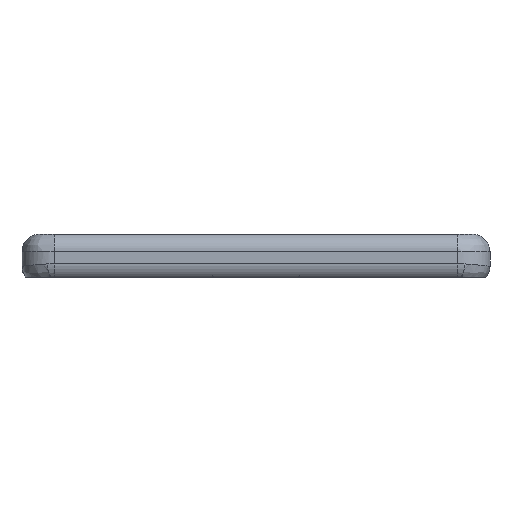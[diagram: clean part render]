
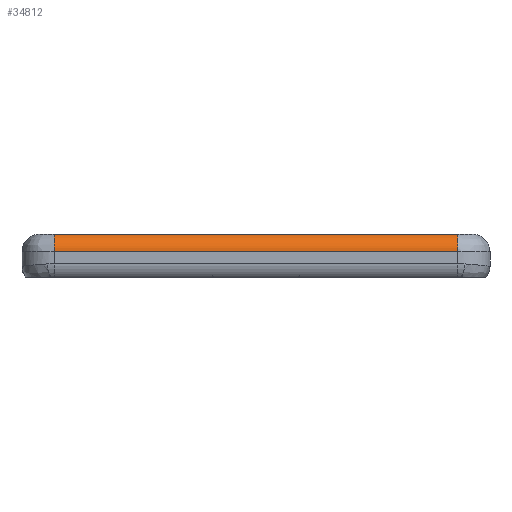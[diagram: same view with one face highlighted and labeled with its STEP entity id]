
A CAD part, left-side view. The second image highlights one B-rep face of the part: STEP entity #34812.
In plain terms, the highlighted cylindrical face has radius 5 mm (diameter 10 mm), a partial arc.
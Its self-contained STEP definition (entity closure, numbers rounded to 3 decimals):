
#283=CYLINDRICAL_SURFACE('',#39201,5.);
#2200=LINE('',#57610,#5090);
#2788=LINE('',#61269,#5678);
#5090=VECTOR('',#44747,10.);
#5678=VECTOR('',#47925,10.);
#7716=FACE_OUTER_BOUND('',#9779,.T.);
#9779=EDGE_LOOP('',(#27929,#27930,#27931,#27932));
#13783=CIRCLE('',#39200,5.);
#13784=CIRCLE('',#39202,5.);
#15781=VERTEX_POINT('',#57606);
#15783=VERTEX_POINT('',#57609);
#17423=VERTEX_POINT('',#61263);
#17424=VERTEX_POINT('',#61267);
#19667=EDGE_CURVE('',#15783,#15781,#2200,.T.);
#21434=EDGE_CURVE('',#17423,#15781,#13783,.T.);
#21435=EDGE_CURVE('',#17424,#15783,#13784,.T.);
#21436=EDGE_CURVE('',#17423,#17424,#2788,.T.);
#27929=ORIENTED_EDGE('',*,*,#21435,.T.);
#27930=ORIENTED_EDGE('',*,*,#19667,.T.);
#27931=ORIENTED_EDGE('',*,*,#21434,.F.);
#27932=ORIENTED_EDGE('',*,*,#21436,.T.);
#34812=ADVANCED_FACE('',(#7716),#283,.T.);
#39200=AXIS2_PLACEMENT_3D('',#61265,#47919,#47920);
#39201=AXIS2_PLACEMENT_3D('',#61266,#47921,#47922);
#39202=AXIS2_PLACEMENT_3D('',#61268,#47923,#47924);
#44747=DIRECTION('',(0.,1.,0.));
#47919=DIRECTION('center_axis',(0.,1.,0.));
#47920=DIRECTION('ref_axis',(-1.,0.,0.));
#47921=DIRECTION('center_axis',(0.,-1.,0.));
#47922=DIRECTION('ref_axis',(-0.707,0.,0.707));
#47923=DIRECTION('center_axis',(0.,1.,0.));
#47924=DIRECTION('ref_axis',(-1.,0.,0.));
#47925=DIRECTION('',(0.,-1.,0.));
#57606=CARTESIAN_POINT('',(2.113,7.875,6.73));
#57609=CARTESIAN_POINT('',(2.113,-108.525,6.73));
#57610=CARTESIAN_POINT('',(2.113,-20.725,6.73));
#61263=CARTESIAN_POINT('',(-2.887,7.875,1.73));
#61265=CARTESIAN_POINT('Origin',(2.113,7.875,1.73));
#61266=CARTESIAN_POINT('Origin',(2.113,-20.725,1.73));
#61267=CARTESIAN_POINT('',(-2.887,-108.525,1.73));
#61268=CARTESIAN_POINT('Origin',(2.113,-108.525,1.73));
#61269=CARTESIAN_POINT('',(-2.887,-20.725,1.73));
